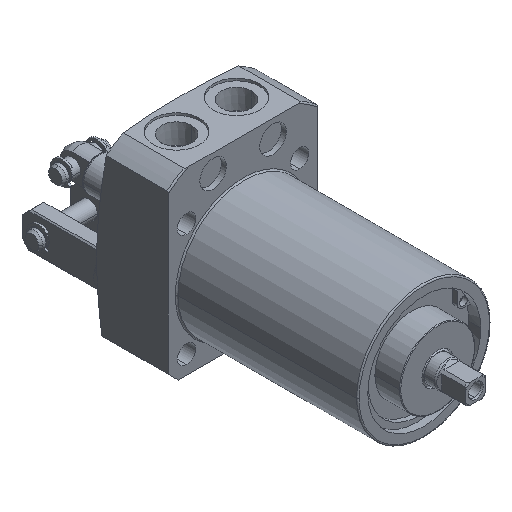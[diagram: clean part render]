
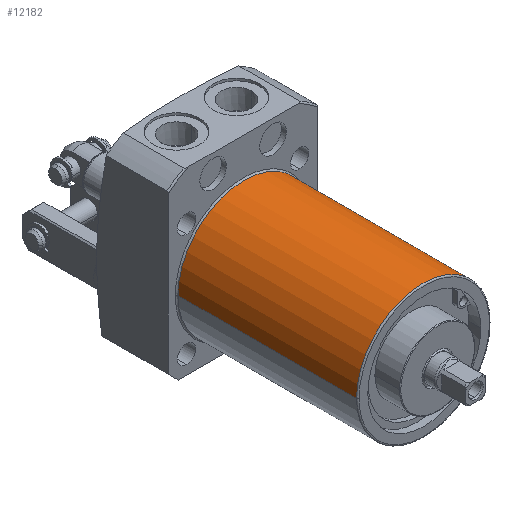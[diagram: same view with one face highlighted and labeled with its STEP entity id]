
A CAD part, isometric view. The second image highlights one B-rep face of the part: STEP entity #12182.
In plain terms, the highlighted cylindrical face has radius 20 mm (diameter 40 mm), a partial arc.
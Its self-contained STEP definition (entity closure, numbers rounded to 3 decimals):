
#477 = CIRCLE ( 'NONE', #875, 20. ) ;
#875 = AXIS2_PLACEMENT_3D ( 'NONE', #9401, #9400, #9399 ) ;
#887 = AXIS2_PLACEMENT_3D ( 'NONE', #9243, #9242, #9241 ) ;
#1109 = AXIS2_PLACEMENT_3D ( 'NONE', #2310, #2308, #2306 ) ;
#1541 = CARTESIAN_POINT ( 'NONE',  ( -20., -78.3, 0. ) ) ;
#1555 = CARTESIAN_POINT ( 'NONE',  ( 20., -24.6, 0. ) ) ;
#1922 = CARTESIAN_POINT ( 'NONE',  ( 20., -78.3, 0. ) ) ;
#1960 = CARTESIAN_POINT ( 'NONE',  ( -20., -24.6, 0. ) ) ;
#2306 = DIRECTION ( 'NONE',  ( -1., 0., 0. ) ) ;
#2308 = DIRECTION ( 'NONE',  ( 0., 1., 0. ) ) ;
#2310 = CARTESIAN_POINT ( 'NONE',  ( 0., 0., 0. ) ) ;
#2770 = EDGE_CURVE ( 'NONE', #7728, #11017, #477, .T. ) ;
#2787 = EDGE_CURVE ( 'NONE', #7650, #10979, #3509, .T. ) ;
#2788 = EDGE_CURVE ( 'NONE', #10979, #7728, #3504, .T. ) ;
#2789 = EDGE_CURVE ( 'NONE', #7650, #11017, #3493, .T. ) ;
#3493 = LINE ( 'NONE', #9240, #3507 ) ;
#3495 = VECTOR ( 'NONE', #9249, 1000. ) ;
#3504 = LINE ( 'NONE', #9268, #3495 ) ;
#3507 = VECTOR ( 'NONE', #9239, 1000. ) ;
#3509 = CIRCLE ( 'NONE', #887, 20. ) ;
#7533 = ORIENTED_EDGE ( 'NONE', *, *, #2770, .T. ) ;
#7650 = VERTEX_POINT ( 'NONE', #1541 ) ;
#7728 = VERTEX_POINT ( 'NONE', #1555 ) ;
#7739 = ORIENTED_EDGE ( 'NONE', *, *, #2789, .F. ) ;
#8066 = ORIENTED_EDGE ( 'NONE', *, *, #2788, .T. ) ;
#8126 = ORIENTED_EDGE ( 'NONE', *, *, #2787, .T. ) ;
#9239 = DIRECTION ( 'NONE',  ( 0., 1., 0. ) ) ;
#9240 = CARTESIAN_POINT ( 'NONE',  ( -20., 0., 0. ) ) ;
#9241 = DIRECTION ( 'NONE',  ( -1., 0., 0. ) ) ;
#9242 = DIRECTION ( 'NONE',  ( 0., 1., 0. ) ) ;
#9243 = CARTESIAN_POINT ( 'NONE',  ( 0., -78.3, 0. ) ) ;
#9249 = DIRECTION ( 'NONE',  ( 0., 1., 0. ) ) ;
#9268 = CARTESIAN_POINT ( 'NONE',  ( 20., 0., 0. ) ) ;
#9399 = DIRECTION ( 'NONE',  ( -1., 0., 0. ) ) ;
#9400 = DIRECTION ( 'NONE',  ( 0., -1., 0. ) ) ;
#9401 = CARTESIAN_POINT ( 'NONE',  ( 0., -24.6, 0. ) ) ;
#10979 = VERTEX_POINT ( 'NONE', #1922 ) ;
#11017 = VERTEX_POINT ( 'NONE', #1960 ) ;
#11229 = CYLINDRICAL_SURFACE ( 'NONE', #1109, 20. ) ;
#11783 = FACE_OUTER_BOUND ( 'NONE', #12626, .T. ) ;
#12182 = ADVANCED_FACE ( 'NONE', ( #11783 ), #11229, .T. ) ;
#12626 = EDGE_LOOP ( 'NONE', ( #8126, #8066, #7533, #7739 ) ) ;
